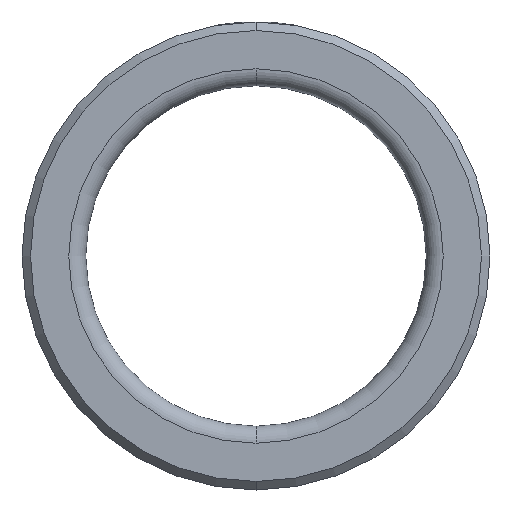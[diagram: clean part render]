
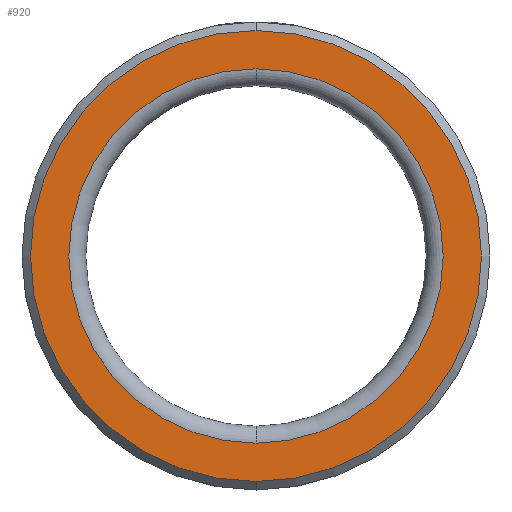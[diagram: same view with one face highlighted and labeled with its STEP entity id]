
A CAD part, front view. The second image highlights one B-rep face of the part: STEP entity #920.
In plain terms, the highlighted planar face has unit normal (0, -1, 0).
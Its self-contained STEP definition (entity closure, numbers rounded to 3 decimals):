
#135 = CARTESIAN_POINT ( 'NONE',  ( 0., 0., 0. ) ) ;
#145 = DIRECTION ( 'NONE',  ( 0., -1., 0. ) ) ;
#178 = EDGE_CURVE ( 'NONE', #1553, #1371, #1543, .T. ) ;
#230 = VERTEX_POINT ( 'NONE', #1254 ) ;
#257 = DIRECTION ( 'NONE',  ( 0., 0., -1. ) ) ;
#283 = DIRECTION ( 'NONE',  ( 0., -1., 0. ) ) ;
#460 = CARTESIAN_POINT ( 'NONE',  ( 0., 0., -22. ) ) ;
#492 = CIRCLE ( 'NONE', #1305, 22. ) ;
#537 = CARTESIAN_POINT ( 'NONE',  ( -26.5, 0., 0. ) ) ;
#571 = DIRECTION ( 'NONE',  ( 0., -1., 0. ) ) ;
#653 = CARTESIAN_POINT ( 'NONE',  ( 0., 0., -26.5 ) ) ;
#667 = DIRECTION ( 'NONE',  ( 0., 0., 1. ) ) ;
#859 = CIRCLE ( 'NONE', #969, 26.5 ) ;
#877 = AXIS2_PLACEMENT_3D ( 'NONE', #537, #1404, #667 ) ;
#880 = CARTESIAN_POINT ( 'NONE',  ( 0., 0., 0. ) ) ;
#908 = PLANE ( 'NONE',  #877 ) ;
#920 = ADVANCED_FACE ( 'NONE', ( #1002, #1339 ), #908, .F. ) ;
#969 = AXIS2_PLACEMENT_3D ( 'NONE', #135, #989, #257 ) ;
#972 = ORIENTED_EDGE ( 'NONE', *, *, #1588, .F. ) ;
#989 = DIRECTION ( 'NONE',  ( 0., -1., 0. ) ) ;
#1002 = FACE_BOUND ( 'NONE', #1061, .T. ) ;
#1006 = DIRECTION ( 'NONE',  ( 0., 0., -1. ) ) ;
#1020 = CARTESIAN_POINT ( 'NONE',  ( 0., 0., 0. ) ) ;
#1047 = EDGE_CURVE ( 'NONE', #1316, #230, #1509, .T. ) ;
#1052 = AXIS2_PLACEMENT_3D ( 'NONE', #1314, #571, #1433 ) ;
#1061 = EDGE_LOOP ( 'NONE', ( #972, #1337 ) ) ;
#1117 = CARTESIAN_POINT ( 'NONE',  ( 0., 0., 22. ) ) ;
#1135 = DIRECTION ( 'NONE',  ( 0., 0., -1. ) ) ;
#1149 = EDGE_LOOP ( 'NONE', ( #1484, #1173 ) ) ;
#1173 = ORIENTED_EDGE ( 'NONE', *, *, #1047, .T. ) ;
#1254 = CARTESIAN_POINT ( 'NONE',  ( 0., 0., 26.5 ) ) ;
#1305 = AXIS2_PLACEMENT_3D ( 'NONE', #880, #145, #1006 ) ;
#1314 = CARTESIAN_POINT ( 'NONE',  ( 0., 0., 0. ) ) ;
#1316 = VERTEX_POINT ( 'NONE', #653 ) ;
#1337 = ORIENTED_EDGE ( 'NONE', *, *, #178, .F. ) ;
#1339 = FACE_OUTER_BOUND ( 'NONE', #1149, .T. ) ;
#1371 = VERTEX_POINT ( 'NONE', #460 ) ;
#1404 = DIRECTION ( 'NONE',  ( 0., 1., 0. ) ) ;
#1433 = DIRECTION ( 'NONE',  ( 0., 0., -1. ) ) ;
#1484 = ORIENTED_EDGE ( 'NONE', *, *, #1532, .T. ) ;
#1509 = CIRCLE ( 'NONE', #1052, 26.5 ) ;
#1532 = EDGE_CURVE ( 'NONE', #230, #1316, #859, .T. ) ;
#1543 = CIRCLE ( 'NONE', #1565, 22. ) ;
#1553 = VERTEX_POINT ( 'NONE', #1117 ) ;
#1565 = AXIS2_PLACEMENT_3D ( 'NONE', #1020, #283, #1135 ) ;
#1588 = EDGE_CURVE ( 'NONE', #1371, #1553, #492, .T. ) ;
